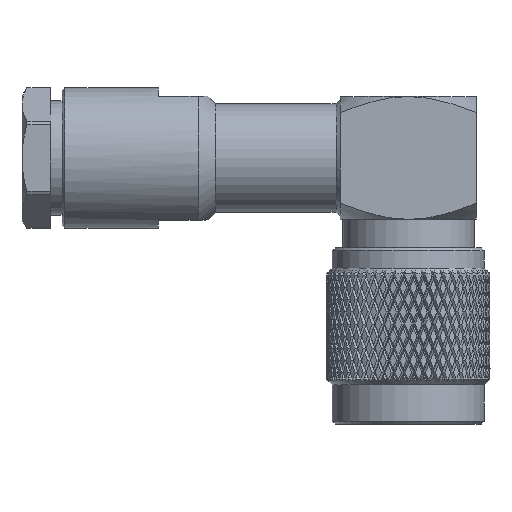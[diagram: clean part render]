
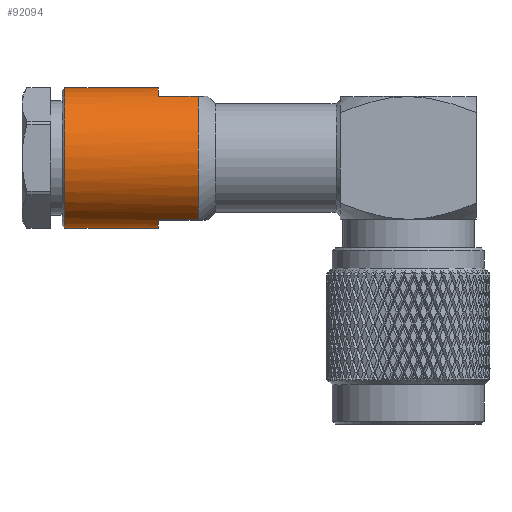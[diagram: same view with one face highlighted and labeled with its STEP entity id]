
A CAD part, top view. The second image highlights one B-rep face of the part: STEP entity #92094.
In plain terms, the highlighted cylindrical face has radius 6.25 mm (diameter 12.5 mm), a full revolution.
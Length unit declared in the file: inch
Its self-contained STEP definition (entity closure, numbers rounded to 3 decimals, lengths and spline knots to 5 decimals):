
#14 = ORIENTED_EDGE ( 'NONE', *, *, #15227, .T. ) ;
#1559 = EDGE_CURVE ( 'NONE', #89584, #94333, #73910, .T. ) ;
#3544 = DIRECTION ( 'NONE',  ( 1., 0., 0. ) ) ;
#5130 = DIRECTION ( 'NONE',  ( 0., -1., 0. ) ) ;
#5473 = CIRCLE ( 'NONE', #65186, 0.24606 ) ;
#5632 = AXIS2_PLACEMENT_3D ( 'NONE', #32049, #42223, #65733 ) ;
#5870 = DIRECTION ( 'NONE',  ( -1., 0., 0. ) ) ;
#7931 = VECTOR ( 'NONE', #3544, 39.37008 ) ;
#9405 = LINE ( 'NONE', #70223, #82472 ) ;
#10265 = VERTEX_POINT ( 'NONE', #23171 ) ;
#10688 = CIRCLE ( 'NONE', #14084, 0.24606 ) ;
#13659 = FACE_OUTER_BOUND ( 'NONE', #45513, .T. ) ;
#14084 = AXIS2_PLACEMENT_3D ( 'NONE', #37272, #69870, #17281 ) ;
#15227 = EDGE_CURVE ( 'NONE', #70576, #71484, #94250, .T. ) ;
#15635 = AXIS2_PLACEMENT_3D ( 'NONE', #40020, #5870, #105277 ) ;
#17281 = DIRECTION ( 'NONE',  ( 0., 0., 1. ) ) ;
#20646 = LINE ( 'NONE', #37737, #7931 ) ;
#22117 = DIRECTION ( 'NONE',  ( 1., 0., 0. ) ) ;
#22205 = CARTESIAN_POINT ( 'NONE',  ( -1.06954, 0., 0. ) ) ;
#22411 = EDGE_CURVE ( 'NONE', #70468, #33873, #10688, .T. ) ;
#23171 = CARTESIAN_POINT ( 'NONE',  ( -0.73511, -0.21654, -0.11687 ) ) ;
#24431 = ORIENTED_EDGE ( 'NONE', *, *, #32781, .T. ) ;
#27165 = CARTESIAN_POINT ( 'NONE',  ( -1.06954, 0.21654, 0.11687 ) ) ;
#27438 = ORIENTED_EDGE ( 'NONE', *, *, #56602, .T. ) ;
#27921 = EDGE_CURVE ( 'NONE', #66540, #10265, #5473, .T. ) ;
#28201 = DIRECTION ( 'NONE',  ( -1., 0., 0. ) ) ;
#32049 = CARTESIAN_POINT ( 'NONE',  ( -0.73511, 0., 0. ) ) ;
#32781 = EDGE_CURVE ( 'NONE', #71484, #66540, #20646, .T. ) ;
#33873 = VERTEX_POINT ( 'NONE', #67257 ) ;
#37272 = CARTESIAN_POINT ( 'NONE',  ( -0.87441, 0., 0. ) ) ;
#37633 = ORIENTED_EDGE ( 'NONE', *, *, #22411, .T. ) ;
#37737 = CARTESIAN_POINT ( 'NONE',  ( -1.06954, 0.21654, -0.11687 ) ) ;
#40020 = CARTESIAN_POINT ( 'NONE',  ( -0.87441, 0., 0. ) ) ;
#42223 = DIRECTION ( 'NONE',  ( -1., 0., 0. ) ) ;
#42381 = EDGE_CURVE ( 'NONE', #33873, #89584, #9405, .T. ) ;
#42990 = ORIENTED_EDGE ( 'NONE', *, *, #42381, .T. ) ;
#45513 = EDGE_LOOP ( 'NONE', ( #79919, #73472, #14, #24431, #47620, #27438, #37633, #42990 ) ) ;
#45905 = ORIENTED_EDGE ( 'NONE', *, *, #91265, .T. ) ;
#46638 = AXIS2_PLACEMENT_3D ( 'NONE', #22205, #78898, #5130 ) ;
#47620 = ORIENTED_EDGE ( 'NONE', *, *, #27921, .T. ) ;
#49213 = CARTESIAN_POINT ( 'NONE',  ( -0.73511, 0.21654, 0.11687 ) ) ;
#53200 = DIRECTION ( 'NONE',  ( 0., 1., 0. ) ) ;
#55739 = EDGE_LOOP ( 'NONE', ( #45905 ) ) ;
#56602 = EDGE_CURVE ( 'NONE', #10265, #70468, #67367, .T. ) ;
#57007 = CARTESIAN_POINT ( 'NONE',  ( -1.20132, 0.24606, 0. ) ) ;
#58711 = DIRECTION ( 'NONE',  ( -1., 0., 0. ) ) ;
#60921 = CARTESIAN_POINT ( 'NONE',  ( -1.06954, -0.21654, -0.11687 ) ) ;
#65030 = VERTEX_POINT ( 'NONE', #57007 ) ;
#65186 = AXIS2_PLACEMENT_3D ( 'NONE', #75814, #28201, #91386 ) ;
#65564 = VECTOR ( 'NONE', #58711, 39.37008 ) ;
#65733 = DIRECTION ( 'NONE',  ( 0., -1., 0. ) ) ;
#66540 = VERTEX_POINT ( 'NONE', #71757 ) ;
#67057 = AXIS2_PLACEMENT_3D ( 'NONE', #94446, #86394, #53200 ) ;
#67090 = EDGE_CURVE ( 'NONE', #94333, #70576, #74252, .T. ) ;
#67257 = CARTESIAN_POINT ( 'NONE',  ( -0.87441, -0.21654, 0.11687 ) ) ;
#67367 = LINE ( 'NONE', #60921, #102108 ) ;
#69870 = DIRECTION ( 'NONE',  ( -1., 0., 0. ) ) ;
#70223 = CARTESIAN_POINT ( 'NONE',  ( -1.06954, -0.21654, 0.11687 ) ) ;
#70468 = VERTEX_POINT ( 'NONE', #95115 ) ;
#70576 = VERTEX_POINT ( 'NONE', #84297 ) ;
#71381 = CARTESIAN_POINT ( 'NONE',  ( -0.87441, 0.21654, -0.11687 ) ) ;
#71484 = VERTEX_POINT ( 'NONE', #71381 ) ;
#71757 = CARTESIAN_POINT ( 'NONE',  ( -0.73511, 0.21654, -0.11687 ) ) ;
#73472 = ORIENTED_EDGE ( 'NONE', *, *, #67090, .T. ) ;
#73910 = CIRCLE ( 'NONE', #5632, 0.24606 ) ;
#74252 = LINE ( 'NONE', #27165, #65564 ) ;
#75814 = CARTESIAN_POINT ( 'NONE',  ( -0.73511, 0., 0. ) ) ;
#77379 = CIRCLE ( 'NONE', #67057, 0.24606 ) ;
#78898 = DIRECTION ( 'NONE',  ( -1., 0., 0. ) ) ;
#79422 = CYLINDRICAL_SURFACE ( 'NONE', #46638, 0.24606 ) ;
#79919 = ORIENTED_EDGE ( 'NONE', *, *, #1559, .T. ) ;
#82472 = VECTOR ( 'NONE', #22117, 39.37008 ) ;
#84297 = CARTESIAN_POINT ( 'NONE',  ( -0.87441, 0.21654, 0.11687 ) ) ;
#86394 = DIRECTION ( 'NONE',  ( 1., 0., 0. ) ) ;
#86946 = FACE_OUTER_BOUND ( 'NONE', #55739, .T. ) ;
#89584 = VERTEX_POINT ( 'NONE', #94816 ) ;
#91265 = EDGE_CURVE ( 'NONE', #65030, #65030, #77379, .T. ) ;
#91386 = DIRECTION ( 'NONE',  ( 0., -1., 0. ) ) ;
#92094 = ADVANCED_FACE ( 'NONE', ( #86946, #13659 ), #79422, .T. ) ;
#94250 = CIRCLE ( 'NONE', #15635, 0.24606 ) ;
#94333 = VERTEX_POINT ( 'NONE', #49213 ) ;
#94446 = CARTESIAN_POINT ( 'NONE',  ( -1.20132, 0., 0. ) ) ;
#94816 = CARTESIAN_POINT ( 'NONE',  ( -0.73511, -0.21654, 0.11687 ) ) ;
#95115 = CARTESIAN_POINT ( 'NONE',  ( -0.87441, -0.21654, -0.11687 ) ) ;
#100535 = DIRECTION ( 'NONE',  ( -1., 0., 0. ) ) ;
#102108 = VECTOR ( 'NONE', #100535, 39.37008 ) ;
#105277 = DIRECTION ( 'NONE',  ( 0., 0., 1. ) ) ;
